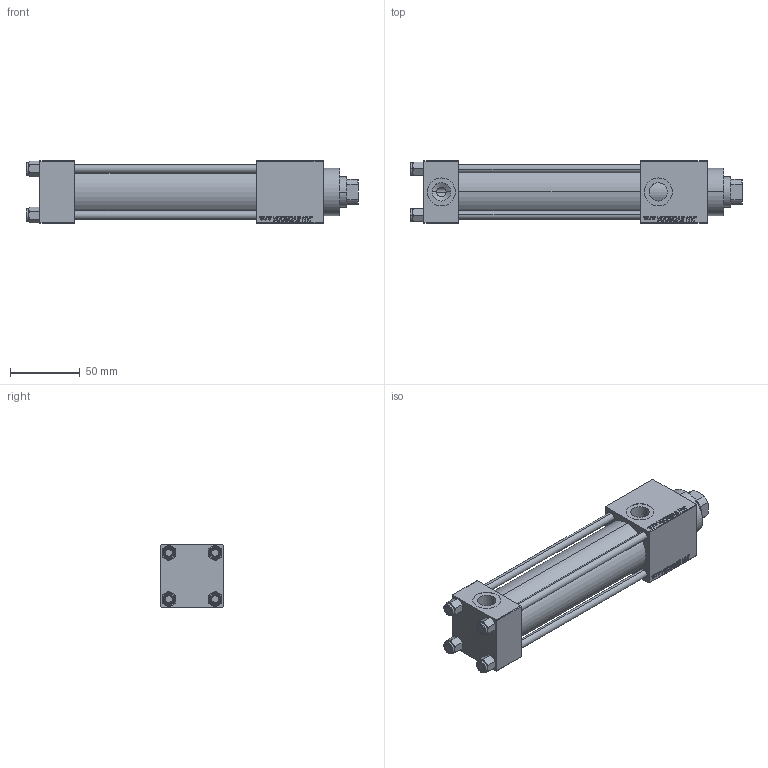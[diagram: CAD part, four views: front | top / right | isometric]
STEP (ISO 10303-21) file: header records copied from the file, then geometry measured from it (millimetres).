
FILE_DESCRIPTION (( 'STEP AP203' ), '1' );
FILE_NAME ('ae5a.STEP', '2022-04-16T07:31:23', ( '' ), ( '' ), 'SwSTEP 2.0', 'SolidWorks 2019', '' );
FILE_SCHEMA (( 'CONFIG_CONTROL_DESIGN' ));
Length unit declared in the file: millimetre
Products named in the file (6): V215CR_C_Body d89e574ccb81c8270b97f3f174da41e3; ae5a; NUT_M5_C d89e574ccb81c8270b97f3f174da41e3; V215_VC_A d89e574ccb81c8270b97f3f174da41e3; V215CR_VCP_C d89e574ccb81c8270b97f3f174da41e3; V215CR_C_TYCINKA d89e574ccb81c8270b97f3f174da41e3
Assembly tree (11 placements, depth 2):
  ae5a
    V215CR_C_Body d89e574ccb81c8270b97f3f174da41e3
    V215CR_VCP_C d89e574ccb81c8270b97f3f174da41e3
    NUT_M5_C d89e574ccb81c8270b97f3f174da41e3  x4
    V215CR_C_TYCINKA d89e574ccb81c8270b97f3f174da41e3  x4
    V215_VC_A d89e574ccb81c8270b97f3f174da41e3
Bounding box: 238 x 45 x 45 mm (x, y, z)
Volume: 275540.2 mm3; surface area: 100723.3 mm2
Topology: 11 solids, 11 shells, 1153 faces, 2887 edges, 1873 vertices
Faces by surface type: plane 527, bspline 392, cone 136, cylinder 90, torus 8
Entity records: 50355 total; most frequent: CARTESIAN_POINT 27134, ORIENTED_EDGE 5266, DIRECTION 3327, EDGE_CURVE 2633, VERTEX_POINT 1729, LINE 1595, VECTOR 1595, EDGE_LOOP 1162
